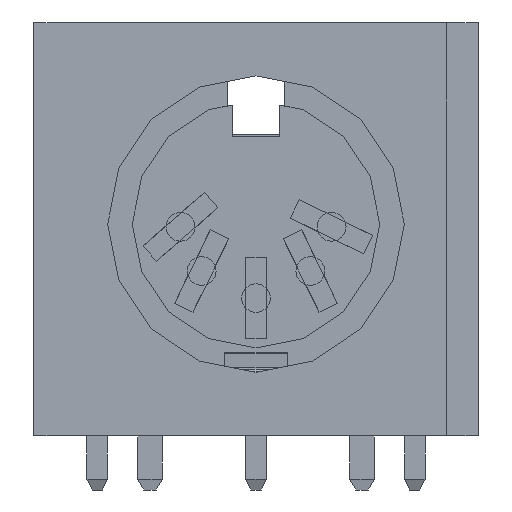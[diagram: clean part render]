
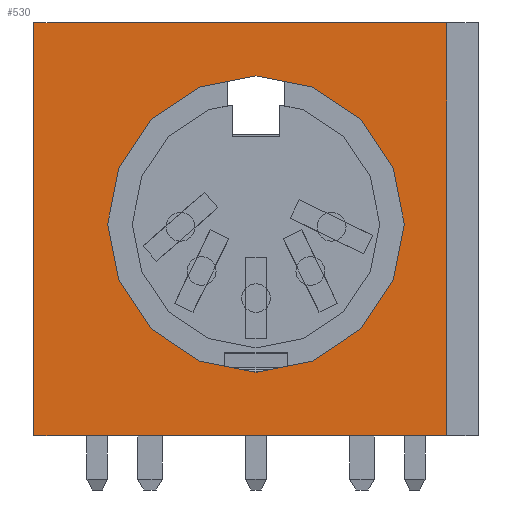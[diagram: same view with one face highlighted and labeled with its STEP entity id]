
A CAD part, front view. The second image highlights one B-rep face of the part: STEP entity #530.
In plain terms, the highlighted planar face has unit normal (0, -1, 0).
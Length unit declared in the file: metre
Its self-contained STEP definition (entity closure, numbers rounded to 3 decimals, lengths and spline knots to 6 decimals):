
#530=ADVANCED_FACE('0:59',(#937,#938),#939,.T.);
#937=FACE_OUTER_BOUND('',#1700,.T.);
#938=FACE_BOUND('',#1701,.T.);
#939=PLANE('',#1702);
#1700=EDGE_LOOP('',(#2482,#2483,#2484,#2485,#2486,#2487,#2488,#2489,#2490));
#1701=EDGE_LOOP('',(#2491,#2492,#2493,#2494,#2495,#2496,#2497,#2498,#2499,#2500,#2501,#2502,#2503,#2504,#2505,#2506));
#1702=AXIS2_PLACEMENT_3D('',#2507,#2508,#2509);
#2482=ORIENTED_EDGE('',*,*,#5563,.F.);
#2483=ORIENTED_EDGE('',*,*,#5567,.T.);
#2484=ORIENTED_EDGE('',*,*,#5557,.T.);
#2485=ORIENTED_EDGE('',*,*,#5568,.F.);
#2486=ORIENTED_EDGE('',*,*,#5569,.T.);
#2487=ORIENTED_EDGE('',*,*,#5570,.T.);
#2488=ORIENTED_EDGE('',*,*,#5571,.T.);
#2489=ORIENTED_EDGE('',*,*,#5572,.F.);
#2490=ORIENTED_EDGE('',*,*,#5573,.T.);
#2491=ORIENTED_EDGE('',*,*,#5574,.F.);
#2492=ORIENTED_EDGE('',*,*,#5575,.F.);
#2493=ORIENTED_EDGE('',*,*,#5576,.T.);
#2494=ORIENTED_EDGE('',*,*,#5577,.T.);
#2495=ORIENTED_EDGE('',*,*,#5578,.T.);
#2496=ORIENTED_EDGE('',*,*,#5579,.F.);
#2497=ORIENTED_EDGE('',*,*,#5580,.F.);
#2498=ORIENTED_EDGE('',*,*,#5581,.T.);
#2499=ORIENTED_EDGE('',*,*,#5582,.T.);
#2500=ORIENTED_EDGE('',*,*,#5583,.T.);
#2501=ORIENTED_EDGE('',*,*,#5584,.F.);
#2502=ORIENTED_EDGE('',*,*,#5585,.F.);
#2503=ORIENTED_EDGE('',*,*,#5586,.T.);
#2504=ORIENTED_EDGE('',*,*,#5587,.F.);
#2505=ORIENTED_EDGE('',*,*,#5588,.F.);
#2506=ORIENTED_EDGE('',*,*,#5589,.F.);
#2507=CARTESIAN_POINT('',(0.08542,-0.090493,0.193726));
#2508=DIRECTION('',(0.0,-1.0,0.0));
#2509=DIRECTION('',(0.0,0.0,-1.0));
#5557=EDGE_CURVE('0:344',#6556,#6554,#6557,.T.);
#5563=EDGE_CURVE('0:362',#6566,#6568,#6569,.T.);
#5567=EDGE_CURVE('0:374',#6566,#6556,#6574,.T.);
#5568=EDGE_CURVE('0:377',#6575,#6554,#6576,.T.);
#5569=EDGE_CURVE('0:380',#6575,#6577,#6578,.T.);
#5570=EDGE_CURVE('0:383',#6577,#6579,#6580,.T.);
#5571=EDGE_CURVE('0:386',#6579,#6581,#6582,.T.);
#5572=EDGE_CURVE('0:389',#6583,#6581,#6584,.T.);
#5573=EDGE_CURVE('0:392',#6583,#6568,#6585,.T.);
#5574=EDGE_CURVE('0:395',#6586,#6587,#6588,.T.);
#5575=EDGE_CURVE('0:398',#6589,#6586,#6590,.T.);
#5576=EDGE_CURVE('0:401',#6589,#6591,#6592,.T.);
#5577=EDGE_CURVE('0:404',#6591,#6593,#6594,.T.);
#5578=EDGE_CURVE('0:407',#6593,#6595,#6596,.T.);
#5579=EDGE_CURVE('0:410',#6597,#6595,#6598,.T.);
#5580=EDGE_CURVE('0:413',#6599,#6597,#6600,.T.);
#5581=EDGE_CURVE('0:416',#6599,#6601,#6602,.T.);
#5582=EDGE_CURVE('0:419',#6601,#6603,#6604,.T.);
#5583=EDGE_CURVE('0:422',#6603,#6605,#6606,.T.);
#5584=EDGE_CURVE('0:425',#6607,#6605,#6608,.T.);
#5585=EDGE_CURVE('0:428',#6609,#6607,#6610,.T.);
#5586=EDGE_CURVE('0:431',#6609,#6611,#6612,.T.);
#5587=EDGE_CURVE('0:434',#6613,#6611,#6614,.T.);
#5588=EDGE_CURVE('0:437',#6615,#6613,#6616,.T.);
#5589=EDGE_CURVE('0:440',#6587,#6615,#6617,.T.);
#6554=VERTEX_POINT('',#8166);
#6556=VERTEX_POINT('',#8169);
#6557=LINE('',#8170,#8171);
#6566=VERTEX_POINT('',#8184);
#6568=VERTEX_POINT('',#8187);
#6569=LINE('',#8188,#8189);
#6574=LINE('',#8197,#8198);
#6575=VERTEX_POINT('',#8199);
#6576=LINE('',#8200,#8201);
#6577=VERTEX_POINT('',#8202);
#6578=LINE('',#8203,#8204);
#6579=VERTEX_POINT('',#8205);
#6580=LINE('',#8206,#8207);
#6581=VERTEX_POINT('',#8208);
#6582=LINE('',#8209,#8210);
#6583=VERTEX_POINT('',#8211);
#6584=LINE('',#8212,#8213);
#6585=LINE('',#8214,#8215);
#6586=VERTEX_POINT('',#8216);
#6587=VERTEX_POINT('',#8217);
#6588=LINE('',#8218,#8219);
#6589=VERTEX_POINT('',#8220);
#6590=LINE('',#8221,#8222);
#6591=VERTEX_POINT('',#8223);
#6592=LINE('',#8224,#8225);
#6593=VERTEX_POINT('',#8226);
#6594=LINE('',#8227,#8228);
#6595=VERTEX_POINT('',#8229);
#6596=LINE('',#8230,#8231);
#6597=VERTEX_POINT('',#8232);
#6598=LINE('',#8233,#8234);
#6599=VERTEX_POINT('',#8235);
#6600=LINE('',#8236,#8237);
#6601=VERTEX_POINT('',#8238);
#6602=LINE('',#8239,#8240);
#6603=VERTEX_POINT('',#8241);
#6604=LINE('',#8242,#8243);
#6605=VERTEX_POINT('',#8244);
#6606=LINE('',#8245,#8246);
#6607=VERTEX_POINT('',#8247);
#6608=LINE('',#8248,#8249);
#6609=VERTEX_POINT('',#8250);
#6610=LINE('',#8251,#8252);
#6611=VERTEX_POINT('',#8253);
#6612=LINE('',#8254,#8255);
#6613=VERTEX_POINT('',#8256);
#6614=LINE('',#8257,#8258);
#6615=VERTEX_POINT('',#8259);
#6616=LINE('',#8260,#8261);
#6617=LINE('',#8262,#8263);
#8166=CARTESIAN_POINT('',(0.08542,-0.090493,0.195199));
#8169=CARTESIAN_POINT('',(0.08542,-0.090493,0.195224));
#8170=CARTESIAN_POINT('',(0.08542,-0.090493,0.195224));
#8171=VECTOR('',#10754,0.1);
#8184=CARTESIAN_POINT('',(0.103403,-0.090493,0.195224));
#8187=CARTESIAN_POINT('',(0.103403,-0.090493,0.193726));
#8188=CARTESIAN_POINT('',(0.103403,-0.090493,0.195224));
#8189=VECTOR('',#10760,0.1);
#8197=CARTESIAN_POINT('',(0.103403,-0.090493,0.195224));
#8198=VECTOR('',#10764,0.1);
#8199=CARTESIAN_POINT('',(0.083922,-0.090493,0.195199));
#8200=CARTESIAN_POINT('',(0.083922,-0.090493,0.195199));
#8201=VECTOR('',#10765,0.1);
#8202=CARTESIAN_POINT('',(0.083922,-0.090493,0.175692));
#8203=CARTESIAN_POINT('',(0.083922,-0.090493,0.195199));
#8204=VECTOR('',#10766,0.1);
#8205=CARTESIAN_POINT('',(0.08542,-0.090493,0.175692));
#8206=CARTESIAN_POINT('',(0.083922,-0.090493,0.175692));
#8207=VECTOR('',#10767,0.1);
#8208=CARTESIAN_POINT('',(0.103403,-0.090493,0.175692));
#8209=CARTESIAN_POINT('',(0.08542,-0.090493,0.175692));
#8210=VECTOR('',#10768,0.1);
#8211=CARTESIAN_POINT('',(0.103403,-0.090493,0.188603));
#8212=CARTESIAN_POINT('',(0.103403,-0.090493,0.188603));
#8213=VECTOR('',#10769,0.1);
#8214=CARTESIAN_POINT('',(0.103403,-0.090493,0.188603));
#8215=VECTOR('',#10770,0.1);
#8216=CARTESIAN_POINT('',(0.087947,-0.090493,0.188365));
#8217=CARTESIAN_POINT('',(0.087414,-0.090493,0.185687));
#8218=CARTESIAN_POINT('',(0.087947,-0.090493,0.188365));
#8219=VECTOR('',#10771,0.1);
#8220=CARTESIAN_POINT('',(0.089464,-0.090493,0.190635));
#8221=CARTESIAN_POINT('',(0.089464,-0.090493,0.190635));
#8222=VECTOR('',#10772,0.1);
#8223=CARTESIAN_POINT('',(0.091734,-0.090493,0.192152));
#8224=CARTESIAN_POINT('',(0.089464,-0.090493,0.190635));
#8225=VECTOR('',#10773,0.1);
#8226=CARTESIAN_POINT('',(0.094412,-0.090493,0.192684));
#8227=CARTESIAN_POINT('',(0.091734,-0.090493,0.192152));
#8228=VECTOR('',#10774,0.1);
#8229=CARTESIAN_POINT('',(0.09709,-0.090493,0.192152));
#8230=CARTESIAN_POINT('',(0.094412,-0.090493,0.192684));
#8231=VECTOR('',#10775,0.1);
#8232=CARTESIAN_POINT('',(0.09936,-0.090493,0.190635));
#8233=CARTESIAN_POINT('',(0.09936,-0.090493,0.190635));
#8234=VECTOR('',#10776,0.1);
#8235=CARTESIAN_POINT('',(0.100877,-0.090493,0.188365));
#8236=CARTESIAN_POINT('',(0.100877,-0.090493,0.188365));
#8237=VECTOR('',#10777,0.1);
#8238=CARTESIAN_POINT('',(0.101409,-0.090493,0.185687));
#8239=CARTESIAN_POINT('',(0.100877,-0.090493,0.188365));
#8240=VECTOR('',#10778,0.1);
#8241=CARTESIAN_POINT('',(0.100877,-0.090493,0.183009));
#8242=CARTESIAN_POINT('',(0.101409,-0.090493,0.185687));
#8243=VECTOR('',#10779,0.1);
#8244=CARTESIAN_POINT('',(0.09936,-0.090493,0.180739));
#8245=CARTESIAN_POINT('',(0.100877,-0.090493,0.183009));
#8246=VECTOR('',#10780,0.1);
#8247=CARTESIAN_POINT('',(0.09709,-0.090493,0.179222));
#8248=CARTESIAN_POINT('',(0.09709,-0.090493,0.179222));
#8249=VECTOR('',#10781,0.1);
#8250=CARTESIAN_POINT('',(0.094412,-0.090493,0.178689));
#8251=CARTESIAN_POINT('',(0.094412,-0.090493,0.178689));
#8252=VECTOR('',#10782,0.1);
#8253=CARTESIAN_POINT('',(0.091734,-0.090493,0.179222));
#8254=CARTESIAN_POINT('',(0.094412,-0.090493,0.178689));
#8255=VECTOR('',#10783,0.1);
#8256=CARTESIAN_POINT('',(0.089464,-0.090493,0.180739));
#8257=CARTESIAN_POINT('',(0.089464,-0.090493,0.180739));
#8258=VECTOR('',#10784,0.1);
#8259=CARTESIAN_POINT('',(0.087947,-0.090493,0.183009));
#8260=CARTESIAN_POINT('',(0.087947,-0.090493,0.183009));
#8261=VECTOR('',#10785,0.1);
#8262=CARTESIAN_POINT('',(0.087414,-0.090493,0.185687));
#8263=VECTOR('',#10786,0.1);
#10754=DIRECTION('',(0.0,0.0,-1.0));
#10760=DIRECTION('',(0.0,0.0,-1.0));
#10764=DIRECTION('',(-1.0,0.0,0.0));
#10765=DIRECTION('',(1.0,0.0,0.0));
#10766=DIRECTION('',(0.0,0.0,-1.0));
#10767=DIRECTION('',(1.0,0.0,0.0));
#10768=DIRECTION('',(1.,0.0,0.));
#10769=DIRECTION('',(0.0,0.0,-1.0));
#10770=DIRECTION('',(0.,0.0,1.));
#10771=DIRECTION('',(-0.195,0.0,-0.981));
#10772=DIRECTION('',(-0.556,0.0,-0.831));
#10773=DIRECTION('',(0.831,0.0,0.556));
#10774=DIRECTION('',(0.981,0.0,0.195));
#10775=DIRECTION('',(0.981,0.0,-0.195));
#10776=DIRECTION('',(-0.831,0.0,0.556));
#10777=DIRECTION('',(-0.556,0.0,0.831));
#10778=DIRECTION('',(0.195,0.0,-0.981));
#10779=DIRECTION('',(-0.195,0.0,-0.981));
#10780=DIRECTION('',(-0.556,0.0,-0.831));
#10781=DIRECTION('',(0.831,0.0,0.556));
#10782=DIRECTION('',(0.981,0.0,0.195));
#10783=DIRECTION('',(-0.981,0.0,0.195));
#10784=DIRECTION('',(0.831,0.0,-0.556));
#10785=DIRECTION('',(0.556,0.0,-0.831));
#10786=DIRECTION('',(0.195,0.0,-0.981));
